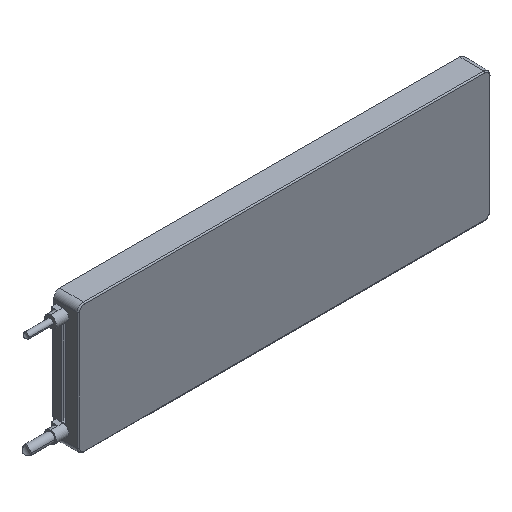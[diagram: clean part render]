
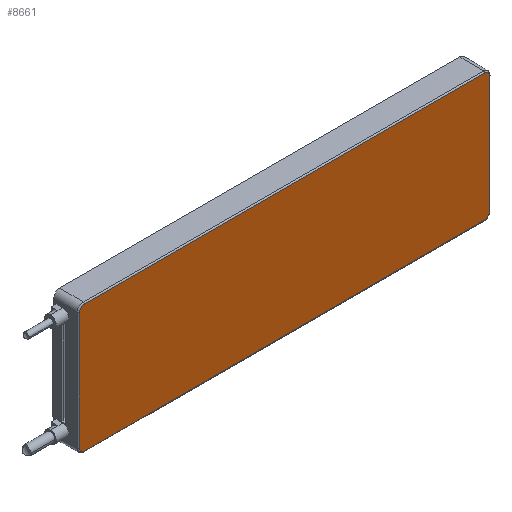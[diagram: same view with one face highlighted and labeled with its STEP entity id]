
A CAD part, isometric view. The second image highlights one B-rep face of the part: STEP entity #8661.
In plain terms, the highlighted planar face has unit normal (0, -1, 0).
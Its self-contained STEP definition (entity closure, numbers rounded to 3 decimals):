
#1877=DIRECTION('',(0.,0.,-1.));
#1878=VECTOR('',#1877,95.335);
#1879=CARTESIAN_POINT('',(-18.834,-7.85,
47.668));
#1880=LINE('',#1879,#1878);
#1881=CARTESIAN_POINT('',(310.166,-7.85,
-47.668));
#1882=DIRECTION('',(0.,1.,0.));
#1883=DIRECTION('',(1.,0.,0.));
#1884=AXIS2_PLACEMENT_3D('',#1881,#1882,#1883);
#1886=CARTESIAN_POINT('',(-14.833,-7.85,
-47.668));
#1887=DIRECTION('',(0.,1.,0.));
#1888=DIRECTION('',(0.,0.,-1.));
#1889=AXIS2_PLACEMENT_3D('',#1886,#1887,#1888);
#1891=CARTESIAN_POINT('',(-14.833,-7.85,
47.668));
#1892=DIRECTION('',(0.,1.,0.));
#1893=DIRECTION('',(-1.,0.,0.));
#1894=AXIS2_PLACEMENT_3D('',#1891,#1892,#1893);
#1896=CARTESIAN_POINT('',(310.166,-7.85,47.668));
#1897=DIRECTION('',(0.,1.,0.));
#1898=DIRECTION('',(0.,0.,1.));
#1899=AXIS2_PLACEMENT_3D('',#1896,#1897,#1898);
#1980=DIRECTION('',(1.,0.,0.));
#1981=VECTOR('',#1980,325.);
#1982=CARTESIAN_POINT('',(-14.834,-7.85,
-51.668));
#1983=LINE('',#1982,#1981);
#2047=DIRECTION('',(0.,0.,1.));
#2048=VECTOR('',#2047,95.335);
#2049=CARTESIAN_POINT('',(314.166,-7.85,
-47.668));
#2050=LINE('',#2049,#2048);
#2114=DIRECTION('',(-1.,0.,0.));
#2115=VECTOR('',#2114,325.);
#2116=CARTESIAN_POINT('',(310.166,-7.85,51.668));
#2117=LINE('',#2116,#2115);
#5312=CARTESIAN_POINT('',(-18.834,-7.85,
47.668));
#5313=VERTEX_POINT('',#5312);
#5314=CARTESIAN_POINT('',(-18.834,-7.85,
-47.668));
#5315=VERTEX_POINT('',#5314);
#5327=CARTESIAN_POINT('',(310.166,-7.85,51.668));
#5328=CARTESIAN_POINT('',(-14.834,-7.85,
51.668));
#5329=VERTEX_POINT('',#5327);
#5330=VERTEX_POINT('',#5328);
#5331=CARTESIAN_POINT('',(314.166,-7.85,
-47.668));
#5332=CARTESIAN_POINT('',(310.166,-7.85,
-51.668));
#5333=VERTEX_POINT('',#5331);
#5334=VERTEX_POINT('',#5332);
#5335=CARTESIAN_POINT('',(-14.834,-7.85,
-51.668));
#5336=VERTEX_POINT('',#5335);
#5337=CARTESIAN_POINT('',(314.166,-7.85,47.668));
#5338=VERTEX_POINT('',#5337);
#8640=CARTESIAN_POINT('',(147.666,-7.85,0.));
#8641=DIRECTION('',(0.,1.,0.));
#8642=DIRECTION('',(-1.,0.,0.));
#8643=AXIS2_PLACEMENT_3D('',#8640,#8641,#8642);
#8644=PLANE('',#8643);
#8646=ORIENTED_EDGE('',*,*,#8645,.T.);
#8648=ORIENTED_EDGE('',*,*,#8647,.F.);
#8650=ORIENTED_EDGE('',*,*,#8649,.T.);
#8651=ORIENTED_EDGE('',*,*,#8620,.F.);
#8652=ORIENTED_EDGE('',*,*,#8582,.T.);
#8654=ORIENTED_EDGE('',*,*,#8653,.F.);
#8656=ORIENTED_EDGE('',*,*,#8655,.T.);
#8658=ORIENTED_EDGE('',*,*,#8657,.F.);
#8659=EDGE_LOOP('',(#8646,#8648,#8650,#8651,#8652,#8654,#8656,#8658));
#8660=FACE_OUTER_BOUND('',#8659,.F.);
#8661=ADVANCED_FACE('',(#8660),#8644,.F.);
#1885=CIRCLE('',#1884,4.);
#1890=CIRCLE('',#1889,4.);
#1895=CIRCLE('',#1894,4.);
#1900=CIRCLE('',#1899,4.);
#8582=EDGE_CURVE('',#5313,#5330,#1895,.T.);
#8620=EDGE_CURVE('',#5313,#5315,#1880,.T.);
#8645=EDGE_CURVE('',#5333,#5334,#1885,.T.);
#8647=EDGE_CURVE('',#5336,#5334,#1983,.T.);
#8649=EDGE_CURVE('',#5336,#5315,#1890,.T.);
#8653=EDGE_CURVE('',#5329,#5330,#2117,.T.);
#8655=EDGE_CURVE('',#5329,#5338,#1900,.T.);
#8657=EDGE_CURVE('',#5333,#5338,#2050,.T.);
